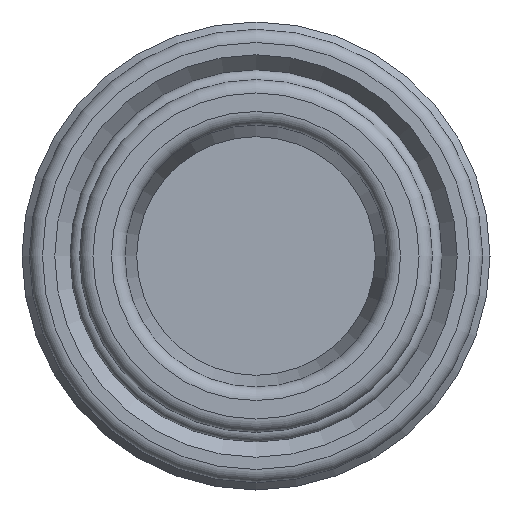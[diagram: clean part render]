
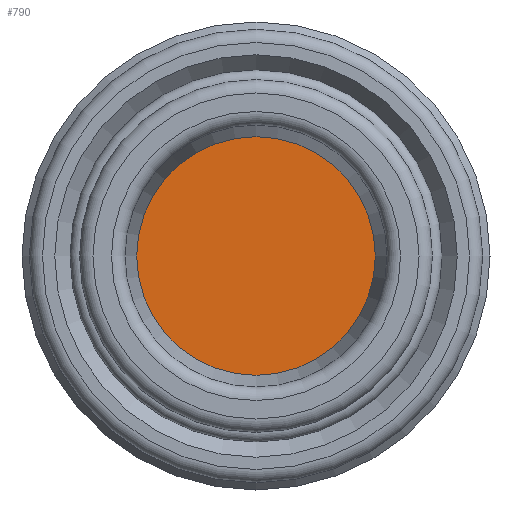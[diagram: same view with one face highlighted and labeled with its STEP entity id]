
A CAD part, left-side view. The second image highlights one B-rep face of the part: STEP entity #790.
In plain terms, the highlighted planar face has unit normal (-1, 0, 0).
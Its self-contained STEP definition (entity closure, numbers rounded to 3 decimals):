
#16 = PLANE ( 'NONE',  #469 ) ;
#23 = CARTESIAN_POINT ( 'NONE',  ( 48.774, 51.924, 7.1 ) ) ;
#46 = VERTEX_POINT ( 'NONE', #23 ) ;
#55 = DIRECTION ( 'NONE',  ( 0., 0., 1. ) ) ;
#188 = DIRECTION ( 'NONE',  ( 1., 0., 0. ) ) ;
#268 = EDGE_CURVE ( 'NONE', #46, #46, #501, .T. ) ;
#315 = DIRECTION ( 'NONE',  ( -1., 0., 0. ) ) ;
#469 = AXIS2_PLACEMENT_3D ( 'NONE', #1057, #188, #806 ) ;
#501 = CIRCLE ( 'NONE', #1056, 7.1 ) ;
#647 = FACE_OUTER_BOUND ( 'NONE', #902, .T. ) ;
#740 = ORIENTED_EDGE ( 'NONE', *, *, #268, .T. ) ;
#790 = ADVANCED_FACE ( 'NONE', ( #647 ), #16, .F. ) ;
#806 = DIRECTION ( 'NONE',  ( 0., 0., -1. ) ) ;
#833 = CARTESIAN_POINT ( 'NONE',  ( 48.774, 51.924, 0. ) ) ;
#902 = EDGE_LOOP ( 'NONE', ( #740 ) ) ;
#1056 = AXIS2_PLACEMENT_3D ( 'NONE', #833, #315, #55 ) ;
#1057 = CARTESIAN_POINT ( 'NONE',  ( 48.774, 0., 0. ) ) ;
